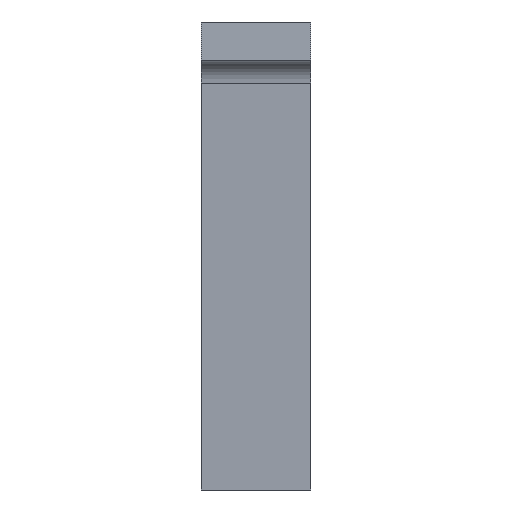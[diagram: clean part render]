
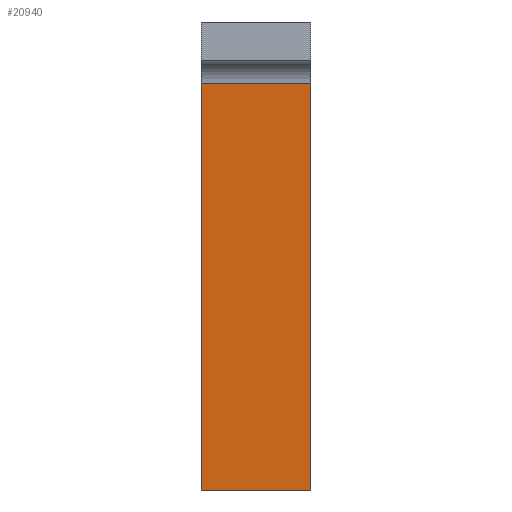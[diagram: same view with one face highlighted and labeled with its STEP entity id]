
A CAD part, left-side view. The second image highlights one B-rep face of the part: STEP entity #20940.
In plain terms, the highlighted planar face has unit normal (-0.998, 0, -0.058).
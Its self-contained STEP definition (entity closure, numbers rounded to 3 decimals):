
#6843 = PLANE('',#6844);
#6844 = AXIS2_PLACEMENT_3D('',#6845,#6846,#6847);
#6845 = CARTESIAN_POINT('',(0.,7.,-20.));
#6846 = DIRECTION('',(0.,-0.,1.));
#6847 = DIRECTION('',(1.,0.,0.));
#13713 = PLANE('',#13714);
#13714 = AXIS2_PLACEMENT_3D('',#13715,#13716,#13717);
#13715 = CARTESIAN_POINT('',(0.,0.,0.));
#13716 = DIRECTION('',(0.,1.,-0.));
#13717 = DIRECTION('',(0.,0.,1.));
#13909 = PLANE('',#13910);
#13910 = AXIS2_PLACEMENT_3D('',#13911,#13912,#13913);
#13911 = CARTESIAN_POINT('',(0.,7.,0.));
#13912 = DIRECTION('',(0.,1.,-0.));
#13913 = DIRECTION('',(0.,0.,1.));
#20940 = ADVANCED_FACE('',(#20941),#20955,.T.);
#20941 = FACE_BOUND('',#20942,.T.);
#20942 = EDGE_LOOP('',(#20943,#20973,#21001,#21024));
#20943 = ORIENTED_EDGE('',*,*,#20944,.F.);
#20944 = EDGE_CURVE('',#20945,#20947,#20949,.T.);
#20945 = VERTEX_POINT('',#20946);
#20946 = CARTESIAN_POINT('',(-11.002,0.,6.086));
#20947 = VERTEX_POINT('',#20948);
#20948 = CARTESIAN_POINT('',(-9.5,0.,-20.));
#20949 = SURFACE_CURVE('',#20950,(#20954,#20966),.PCURVE_S1.);
#20950 = LINE('',#20951,#20952);
#20951 = CARTESIAN_POINT('',(-10.617,0.,-0.611));
#20952 = VECTOR('',#20953,1.);
#20953 = DIRECTION('',(0.058,0.,-0.998));
#20954 = PCURVE('',#20955,#20960);
#20955 = PLANE('',#20956);
#20956 = AXIS2_PLACEMENT_3D('',#20957,#20958,#20959);
#20957 = CARTESIAN_POINT('',(-10.617,7.,-0.611));
#20958 = DIRECTION('',(-0.998,0.,-0.058));
#20959 = DIRECTION('',(-0.058,0.,0.998));
#20960 = DEFINITIONAL_REPRESENTATION('',(#20961),#20965);
#20961 = LINE('',#20962,#20963);
#20962 = CARTESIAN_POINT('',(0.,-7.));
#20963 = VECTOR('',#20964,1.);
#20964 = DIRECTION('',(-1.,0.));
#20965 = ( GEOMETRIC_REPRESENTATION_CONTEXT(2) 
PARAMETRIC_REPRESENTATION_CONTEXT() REPRESENTATION_CONTEXT('2D SPACE',''
  ) );
#20966 = PCURVE('',#13713,#20967);
#20967 = DEFINITIONAL_REPRESENTATION('',(#20968),#20972);
#20968 = LINE('',#20969,#20970);
#20969 = CARTESIAN_POINT('',(-0.611,-10.617));
#20970 = VECTOR('',#20971,1.);
#20971 = DIRECTION('',(-0.998,0.058));
#20972 = ( GEOMETRIC_REPRESENTATION_CONTEXT(2) 
PARAMETRIC_REPRESENTATION_CONTEXT() REPRESENTATION_CONTEXT('2D SPACE',''
  ) );
#20973 = ORIENTED_EDGE('',*,*,#20974,.F.);
#20974 = EDGE_CURVE('',#20975,#20945,#20977,.T.);
#20975 = VERTEX_POINT('',#20976);
#20976 = CARTESIAN_POINT('',(-11.002,7.,6.086));
#20977 = SURFACE_CURVE('',#20978,(#20982,#20989),.PCURVE_S1.);
#20978 = LINE('',#20979,#20980);
#20979 = CARTESIAN_POINT('',(-11.002,7.,6.086));
#20980 = VECTOR('',#20981,1.);
#20981 = DIRECTION('',(-0.,-1.,-0.));
#20982 = PCURVE('',#20955,#20983);
#20983 = DEFINITIONAL_REPRESENTATION('',(#20984),#20988);
#20984 = LINE('',#20985,#20986);
#20985 = CARTESIAN_POINT('',(6.709,0.));
#20986 = VECTOR('',#20987,1.);
#20987 = DIRECTION('',(0.,-1.));
#20988 = ( GEOMETRIC_REPRESENTATION_CONTEXT(2) 
PARAMETRIC_REPRESENTATION_CONTEXT() REPRESENTATION_CONTEXT('2D SPACE',''
  ) );
#20989 = PCURVE('',#20990,#20995);
#20990 = CYLINDRICAL_SURFACE('',#20991,1.5);
#20991 = AXIS2_PLACEMENT_3D('',#20992,#20993,#20994);
#20992 = CARTESIAN_POINT('',(-12.5,7.,6.));
#20993 = DIRECTION('',(-0.,-1.,-0.));
#20994 = DIRECTION('',(0.,0.,-1.));
#20995 = DEFINITIONAL_REPRESENTATION('',(#20996),#21000);
#20996 = LINE('',#20997,#20998);
#20997 = CARTESIAN_POINT('',(1.628,0.));
#20998 = VECTOR('',#20999,1.);
#20999 = DIRECTION('',(0.,1.));
#21000 = ( GEOMETRIC_REPRESENTATION_CONTEXT(2) 
PARAMETRIC_REPRESENTATION_CONTEXT() REPRESENTATION_CONTEXT('2D SPACE',''
  ) );
#21001 = ORIENTED_EDGE('',*,*,#21002,.T.);
#21002 = EDGE_CURVE('',#20975,#21003,#21005,.T.);
#21003 = VERTEX_POINT('',#21004);
#21004 = CARTESIAN_POINT('',(-9.5,7.,-20.));
#21005 = SURFACE_CURVE('',#21006,(#21010,#21017),.PCURVE_S1.);
#21006 = LINE('',#21007,#21008);
#21007 = CARTESIAN_POINT('',(-10.617,7.,-0.611));
#21008 = VECTOR('',#21009,1.);
#21009 = DIRECTION('',(0.058,0.,-0.998));
#21010 = PCURVE('',#20955,#21011);
#21011 = DEFINITIONAL_REPRESENTATION('',(#21012),#21016);
#21012 = LINE('',#21013,#21014);
#21013 = CARTESIAN_POINT('',(0.,0.));
#21014 = VECTOR('',#21015,1.);
#21015 = DIRECTION('',(-1.,0.));
#21016 = ( GEOMETRIC_REPRESENTATION_CONTEXT(2) 
PARAMETRIC_REPRESENTATION_CONTEXT() REPRESENTATION_CONTEXT('2D SPACE',''
  ) );
#21017 = PCURVE('',#13909,#21018);
#21018 = DEFINITIONAL_REPRESENTATION('',(#21019),#21023);
#21019 = LINE('',#21020,#21021);
#21020 = CARTESIAN_POINT('',(-0.611,-10.617));
#21021 = VECTOR('',#21022,1.);
#21022 = DIRECTION('',(-0.998,0.058));
#21023 = ( GEOMETRIC_REPRESENTATION_CONTEXT(2) 
PARAMETRIC_REPRESENTATION_CONTEXT() REPRESENTATION_CONTEXT('2D SPACE',''
  ) );
#21024 = ORIENTED_EDGE('',*,*,#21025,.T.);
#21025 = EDGE_CURVE('',#21003,#20947,#21026,.T.);
#21026 = SURFACE_CURVE('',#21027,(#21031,#21038),.PCURVE_S1.);
#21027 = LINE('',#21028,#21029);
#21028 = CARTESIAN_POINT('',(-9.5,7.,-20.));
#21029 = VECTOR('',#21030,1.);
#21030 = DIRECTION('',(-0.,-1.,-0.));
#21031 = PCURVE('',#20955,#21032);
#21032 = DEFINITIONAL_REPRESENTATION('',(#21033),#21037);
#21033 = LINE('',#21034,#21035);
#21034 = CARTESIAN_POINT('',(-19.421,0.));
#21035 = VECTOR('',#21036,1.);
#21036 = DIRECTION('',(0.,-1.));
#21037 = ( GEOMETRIC_REPRESENTATION_CONTEXT(2) 
PARAMETRIC_REPRESENTATION_CONTEXT() REPRESENTATION_CONTEXT('2D SPACE',''
  ) );
#21038 = PCURVE('',#6843,#21039);
#21039 = DEFINITIONAL_REPRESENTATION('',(#21040),#21044);
#21040 = LINE('',#21041,#21042);
#21041 = CARTESIAN_POINT('',(-9.5,0.));
#21042 = VECTOR('',#21043,1.);
#21043 = DIRECTION('',(0.,-1.));
#21044 = ( GEOMETRIC_REPRESENTATION_CONTEXT(2) 
PARAMETRIC_REPRESENTATION_CONTEXT() REPRESENTATION_CONTEXT('2D SPACE',''
  ) );
